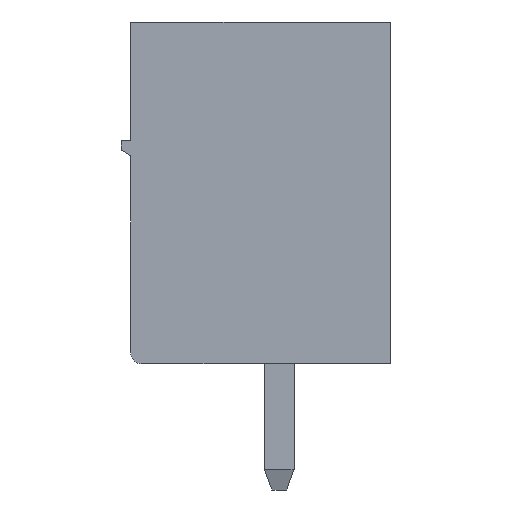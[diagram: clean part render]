
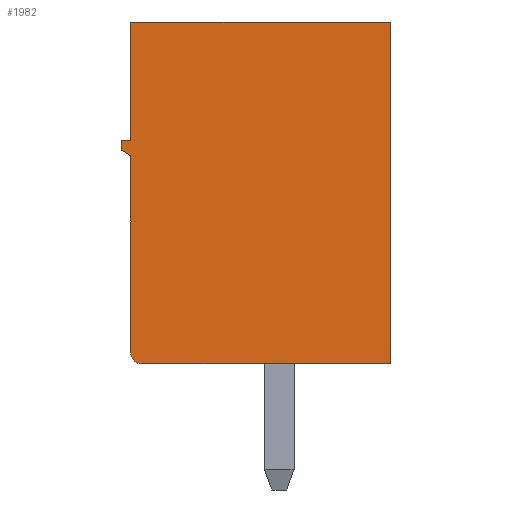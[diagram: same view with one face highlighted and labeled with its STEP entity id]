
A CAD part, left-side view. The second image highlights one B-rep face of the part: STEP entity #1982.
In plain terms, the highlighted planar face has unit normal (-1, 0, 0).
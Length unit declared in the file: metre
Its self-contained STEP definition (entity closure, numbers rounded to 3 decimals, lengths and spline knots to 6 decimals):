
#1982=ADVANCED_FACE('',(#4535),#4536,.T.);
#4535=FACE_OUTER_BOUND('',#7647,.T.);
#4536=PLANE('',#7648);
#7647=EDGE_LOOP('',(#13844,#13845,#13846,#13847,#13848,#13849,#13850,#13851,#13852));
#7648=AXIS2_PLACEMENT_3D('',#13853,#13854,#13855);
#13844=ORIENTED_EDGE('',*,*,#18497,.F.);
#13845=ORIENTED_EDGE('',*,*,#18501,.F.);
#13846=ORIENTED_EDGE('',*,*,#18505,.F.);
#13847=ORIENTED_EDGE('',*,*,#18509,.F.);
#13848=ORIENTED_EDGE('',*,*,#18513,.T.);
#13849=ORIENTED_EDGE('',*,*,#18967,.T.);
#13850=ORIENTED_EDGE('',*,*,#18809,.T.);
#13851=ORIENTED_EDGE('',*,*,#18531,.T.);
#13852=ORIENTED_EDGE('',*,*,#18493,.F.);
#13853=CARTESIAN_POINT('',(-1.087027,0.01036,-0.008267));
#13854=DIRECTION('',(-1.0,0.,0.0));
#13855=DIRECTION('',(0.,-1.0,0.0));
#18493=EDGE_CURVE('',#22087,#22083,#22089,.T.);
#18497=EDGE_CURVE('',#22093,#22087,#22095,.T.);
#18501=EDGE_CURVE('',#22099,#22093,#22101,.T.);
#18505=EDGE_CURVE('',#22105,#22099,#22107,.T.);
#18509=EDGE_CURVE('',#22111,#22105,#22113,.T.);
#18513=EDGE_CURVE('',#22111,#22117,#22119,.T.);
#18531=EDGE_CURVE('',#22150,#22083,#22153,.T.);
#18809=EDGE_CURVE('',#22707,#22150,#22708,.T.);
#18967=EDGE_CURVE('',#22117,#22707,#22991,.T.);
#22083=VERTEX_POINT('',#27318);
#22087=VERTEX_POINT('',#27324);
#22089=LINE('',#27327,#27328);
#22093=VERTEX_POINT('',#27333);
#22095=LINE('',#27336,#27337);
#22099=VERTEX_POINT('',#27342);
#22101=LINE('',#27345,#27346);
#22105=VERTEX_POINT('',#27351);
#22107=LINE('',#27354,#27355);
#22111=VERTEX_POINT('',#27360);
#22113=LINE('',#27363,#27364);
#22117=VERTEX_POINT('',#27368);
#22119=CIRCLE('',#27371,0.0003);
#22150=VERTEX_POINT('',#27415);
#22153=LINE('',#27420,#27421);
#22707=VERTEX_POINT('',#28229);
#22708=LINE('',#28230,#28231);
#22991=LINE('',#28663,#28664);
#27318=CARTESIAN_POINT('',(-1.087027,0.01086,0.000933));
#27324=CARTESIAN_POINT('',(-1.087027,0.01086,-0.002267));
#27327=CARTESIAN_POINT('',(-1.087027,0.01086,-0.008267));
#27328=VECTOR('',#35035,1.0);
#27333=CARTESIAN_POINT('',(-1.087027,0.01111,-0.002267));
#27336=CARTESIAN_POINT('',(-1.087027,0.01036,-0.002267));
#27337=VECTOR('',#35038,1.0);
#27342=CARTESIAN_POINT('',(-1.087027,0.01111,-0.002517));
#27345=CARTESIAN_POINT('',(-1.087027,0.01111,-0.008267));
#27346=VECTOR('',#35041,1.0);
#27351=CARTESIAN_POINT('',(-1.087027,0.01086,-0.002667));
#27354=CARTESIAN_POINT('',(-1.087027,0.008021,-0.00437));
#27355=VECTOR('',#35044,1.0);
#27360=CARTESIAN_POINT('',(-1.087027,0.01086,-0.007967));
#27363=CARTESIAN_POINT('',(-1.087027,0.01086,-0.008267));
#27364=VECTOR('',#35047,1.0);
#27368=CARTESIAN_POINT('',(-1.087027,0.01056,-0.008267));
#27371=AXIS2_PLACEMENT_3D('',#35052,#35053,#35054);
#27415=CARTESIAN_POINT('',(-1.087027,0.00386,0.000933));
#27420=CARTESIAN_POINT('',(-1.087027,0.01036,0.000933));
#27421=VECTOR('',#35073,1.0);
#28229=CARTESIAN_POINT('',(-1.087027,0.00386,-0.008267));
#28230=CARTESIAN_POINT('',(-1.087027,0.00386,-0.008267));
#28231=VECTOR('',#35394,1.0);
#28663=CARTESIAN_POINT('',(-1.087027,0.01036,-0.008267));
#28664=VECTOR('',#35565,1.0);
#35035=DIRECTION('',(0.,0.,1.0));
#35038=DIRECTION('',(0.,-1.0,0.));
#35041=DIRECTION('',(0.,0.,1.0));
#35044=DIRECTION('',(0.,0.857,0.514));
#35047=DIRECTION('',(0.,0.,1.0));
#35052=CARTESIAN_POINT('',(-1.087027,0.01056,-0.007967));
#35053=DIRECTION('',(-1.0,0.,0.0));
#35054=DIRECTION('',(0.,-1.0,0.0));
#35073=DIRECTION('',(0.,1.0,-0.0));
#35394=DIRECTION('',(0.0,0.0,1.0));
#35565=DIRECTION('',(0.,-1.0,0.0));
